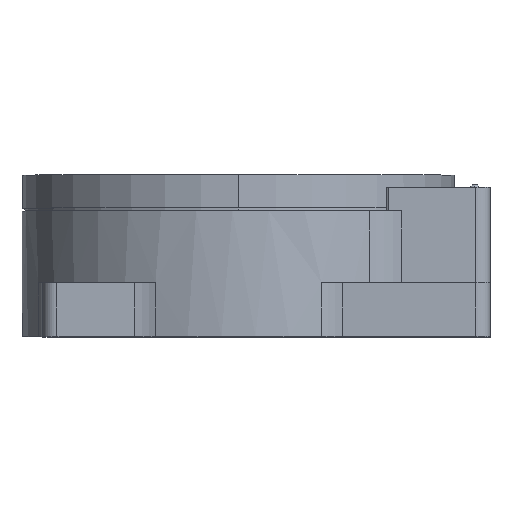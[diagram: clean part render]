
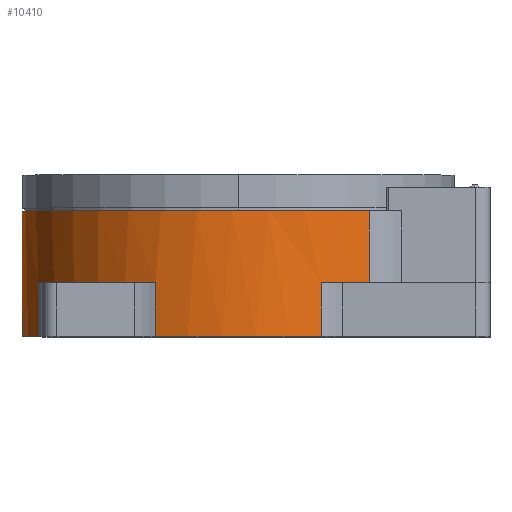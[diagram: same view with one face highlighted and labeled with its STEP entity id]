
A CAD part, top view. The second image highlights one B-rep face of the part: STEP entity #10410.
In plain terms, the highlighted cylindrical face has radius 120.5 mm (diameter 241 mm), a partial arc.
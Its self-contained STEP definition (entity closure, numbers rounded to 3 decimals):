
#78 = VECTOR ( 'NONE', #8149, 1000. ) ;
#442 = DIRECTION ( 'NONE',  ( 0., 0., 1. ) ) ;
#2037 = ORIENTED_EDGE ( 'NONE', *, *, #8615, .F. ) ;
#2577 = FACE_OUTER_BOUND ( 'NONE', #25070, .T. ) ;
#2616 = EDGE_CURVE ( 'NONE', #13494, #7973, #23113, .T. ) ;
#4268 = ORIENTED_EDGE ( 'NONE', *, *, #7602, .T. ) ;
#4803 = CARTESIAN_POINT ( 'NONE',  ( 0., 83., 0. ) ) ;
#5188 = DIRECTION ( 'NONE',  ( 0., 0., 1. ) ) ;
#5215 = CARTESIAN_POINT ( 'NONE',  ( -46.198, 30., 111.292 ) ) ;
#5500 = EDGE_CURVE ( 'NONE', #16267, #10443, #9910, .T. ) ;
#5753 = AXIS2_PLACEMENT_3D ( 'NONE', #13095, #11030, #20851 ) ;
#5829 = DIRECTION ( 'NONE',  ( 0., 0., 1. ) ) ;
#5864 = AXIS2_PLACEMENT_3D ( 'NONE', #7563, #27207, #5188 ) ;
#5979 = EDGE_CURVE ( 'NONE', #14446, #18659, #24593, .T. ) ;
#6140 = DIRECTION ( 'NONE',  ( 0., -1., 0. ) ) ;
#6829 = AXIS2_PLACEMENT_3D ( 'NONE', #10067, #24630, #14823 ) ;
#7045 = CARTESIAN_POINT ( 'NONE',  ( -111.292, 83., 46.198 ) ) ;
#7080 = CARTESIAN_POINT ( 'NONE',  ( 0., 0., 0. ) ) ;
#7182 = EDGE_CURVE ( 'NONE', #18173, #7626, #24806, .T. ) ;
#7563 = CARTESIAN_POINT ( 'NONE',  ( 0., 0., 0. ) ) ;
#7567 = EDGE_CURVE ( 'NONE', #18659, #10443, #25603, .T. ) ;
#7602 = EDGE_CURVE ( 'NONE', #18173, #25384, #11664, .T. ) ;
#7626 = VERTEX_POINT ( 'NONE', #11366 ) ;
#7973 = VERTEX_POINT ( 'NONE', #15922 ) ;
#8149 = DIRECTION ( 'NONE',  ( 0., -1., 0. ) ) ;
#8464 = CARTESIAN_POINT ( 'NONE',  ( -111.292, 83., -46.198 ) ) ;
#8615 = EDGE_CURVE ( 'NONE', #14290, #25384, #29653, .T. ) ;
#8642 = VECTOR ( 'NONE', #20055, 1000. ) ;
#9433 = AXIS2_PLACEMENT_3D ( 'NONE', #11048, #6140, #5829 ) ;
#9561 = DIRECTION ( 'NONE',  ( 0., 0., -1. ) ) ;
#9910 = CIRCLE ( 'NONE', #5864, 120.5 ) ;
#10067 = CARTESIAN_POINT ( 'NONE',  ( 0., 30., 0. ) ) ;
#10410 = ADVANCED_FACE ( 'NONE', ( #2577 ), #29200, .T. ) ;
#10416 = LINE ( 'NONE', #12950, #11306 ) ;
#10443 = VERTEX_POINT ( 'NONE', #27139 ) ;
#10683 = LINE ( 'NONE', #8464, #8642 ) ;
#11030 = DIRECTION ( 'NONE',  ( 0., -1., 0. ) ) ;
#11048 = CARTESIAN_POINT ( 'NONE',  ( 0., 30., 0. ) ) ;
#11306 = VECTOR ( 'NONE', #13415, 1000. ) ;
#11366 = CARTESIAN_POINT ( 'NONE',  ( 72.725, 70., 96.08 ) ) ;
#11571 = ORIENTED_EDGE ( 'NONE', *, *, #20119, .T. ) ;
#11664 = LINE ( 'NONE', #13743, #15248 ) ;
#11972 = CARTESIAN_POINT ( 'NONE',  ( -48.028, 70., -110.515 ) ) ;
#12647 = CARTESIAN_POINT ( 'NONE',  ( 0., 70., 0. ) ) ;
#12950 = CARTESIAN_POINT ( 'NONE',  ( -46.198, 83., 111.292 ) ) ;
#13095 = CARTESIAN_POINT ( 'NONE',  ( 0., 30., 0. ) ) ;
#13415 = DIRECTION ( 'NONE',  ( 0., -1., 0. ) ) ;
#13494 = VERTEX_POINT ( 'NONE', #23380 ) ;
#13498 = ORIENTED_EDGE ( 'NONE', *, *, #16852, .F. ) ;
#13743 = CARTESIAN_POINT ( 'NONE',  ( -48.028, 83., -110.515 ) ) ;
#14045 = LINE ( 'NONE', #7045, #25265 ) ;
#14290 = VERTEX_POINT ( 'NONE', #20951 ) ;
#14341 = DIRECTION ( 'NONE',  ( 0., -1., 0. ) ) ;
#14378 = DIRECTION ( 'NONE',  ( 0., 1., 0. ) ) ;
#14433 = CARTESIAN_POINT ( 'NONE',  ( 72.725, 30., 96.08 ) ) ;
#14446 = VERTEX_POINT ( 'NONE', #14433 ) ;
#14461 = CARTESIAN_POINT ( 'NONE',  ( 46.198, 30., 111.292 ) ) ;
#14823 = DIRECTION ( 'NONE',  ( 0., 0., 1. ) ) ;
#14980 = CARTESIAN_POINT ( 'NONE',  ( 72.725, 83., 96.08 ) ) ;
#15248 = VECTOR ( 'NONE', #23841, 1000. ) ;
#15308 = ORIENTED_EDGE ( 'NONE', *, *, #7182, .F. ) ;
#15922 = CARTESIAN_POINT ( 'NONE',  ( -111.292, 0., 46.198 ) ) ;
#16267 = VERTEX_POINT ( 'NONE', #17434 ) ;
#16852 = EDGE_CURVE ( 'NONE', #17381, #26615, #17914, .T. ) ;
#17381 = VERTEX_POINT ( 'NONE', #5215 ) ;
#17434 = CARTESIAN_POINT ( 'NONE',  ( -46.198, 0., 111.292 ) ) ;
#17914 = CIRCLE ( 'NONE', #5753, 120.5 ) ;
#18173 = VERTEX_POINT ( 'NONE', #11972 ) ;
#18310 = ORIENTED_EDGE ( 'NONE', *, *, #28219, .F. ) ;
#18611 = ORIENTED_EDGE ( 'NONE', *, *, #5979, .F. ) ;
#18659 = VERTEX_POINT ( 'NONE', #14461 ) ;
#19091 = AXIS2_PLACEMENT_3D ( 'NONE', #4803, #21757, #9561 ) ;
#20055 = DIRECTION ( 'NONE',  ( 0., -1., 0. ) ) ;
#20074 = ORIENTED_EDGE ( 'NONE', *, *, #7567, .F. ) ;
#20104 = DIRECTION ( 'NONE',  ( 0., 1., 0. ) ) ;
#20119 = EDGE_CURVE ( 'NONE', #17381, #16267, #10416, .T. ) ;
#20598 = AXIS2_PLACEMENT_3D ( 'NONE', #7080, #14378, #31303 ) ;
#20851 = DIRECTION ( 'NONE',  ( 0., 0., 1. ) ) ;
#20951 = CARTESIAN_POINT ( 'NONE',  ( -111.292, 30., -46.198 ) ) ;
#21178 = CARTESIAN_POINT ( 'NONE',  ( 46.198, 83., 111.292 ) ) ;
#21738 = EDGE_CURVE ( 'NONE', #14290, #13494, #10683, .T. ) ;
#21757 = DIRECTION ( 'NONE',  ( 0., -1., 0. ) ) ;
#22307 = ORIENTED_EDGE ( 'NONE', *, *, #31098, .F. ) ;
#22413 = ORIENTED_EDGE ( 'NONE', *, *, #2616, .T. ) ;
#23113 = CIRCLE ( 'NONE', #20598, 120.5 ) ;
#23287 = AXIS2_PLACEMENT_3D ( 'NONE', #12647, #20104, #442 ) ;
#23313 = VECTOR ( 'NONE', #28293, 1000. ) ;
#23380 = CARTESIAN_POINT ( 'NONE',  ( -111.292, 0., -46.198 ) ) ;
#23841 = DIRECTION ( 'NONE',  ( 0., -1., 0. ) ) ;
#24593 = CIRCLE ( 'NONE', #6829, 120.5 ) ;
#24630 = DIRECTION ( 'NONE',  ( 0., -1., 0. ) ) ;
#24717 = CARTESIAN_POINT ( 'NONE',  ( -48.028, 30., -110.515 ) ) ;
#24806 = CIRCLE ( 'NONE', #23287, 120.5 ) ;
#25070 = EDGE_LOOP ( 'NONE', ( #15308, #4268, #2037, #28270, #22413, #18310, #13498, #11571, #25416, #20074, #18611, #22307 ) ) ;
#25265 = VECTOR ( 'NONE', #14341, 1000. ) ;
#25384 = VERTEX_POINT ( 'NONE', #24717 ) ;
#25416 = ORIENTED_EDGE ( 'NONE', *, *, #5500, .T. ) ;
#25603 = LINE ( 'NONE', #21178, #23313 ) ;
#26615 = VERTEX_POINT ( 'NONE', #30222 ) ;
#27139 = CARTESIAN_POINT ( 'NONE',  ( 46.198, 0., 111.292 ) ) ;
#27207 = DIRECTION ( 'NONE',  ( 0., 1., 0. ) ) ;
#28219 = EDGE_CURVE ( 'NONE', #26615, #7973, #14045, .T. ) ;
#28270 = ORIENTED_EDGE ( 'NONE', *, *, #21738, .T. ) ;
#28293 = DIRECTION ( 'NONE',  ( 0., -1., 0. ) ) ;
#29200 = CYLINDRICAL_SURFACE ( 'NONE', #19091, 120.5 ) ;
#29535 = LINE ( 'NONE', #14980, #78 ) ;
#29653 = CIRCLE ( 'NONE', #9433, 120.5 ) ;
#30222 = CARTESIAN_POINT ( 'NONE',  ( -111.292, 30., 46.198 ) ) ;
#31098 = EDGE_CURVE ( 'NONE', #7626, #14446, #29535, .T. ) ;
#31303 = DIRECTION ( 'NONE',  ( 0., 0., 1. ) ) ;
